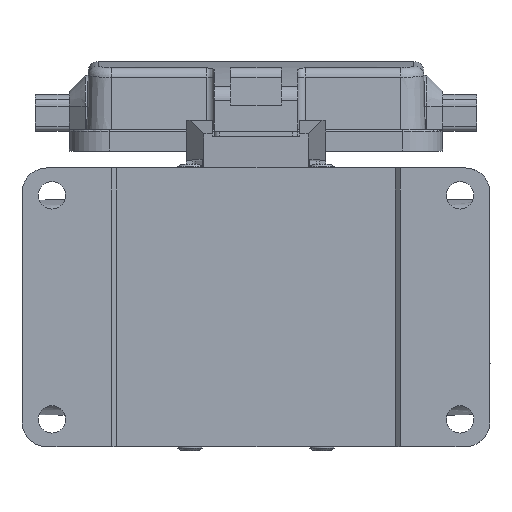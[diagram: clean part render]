
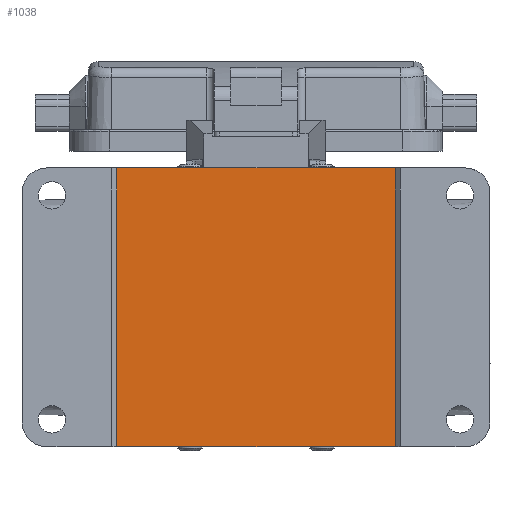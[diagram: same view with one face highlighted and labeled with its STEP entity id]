
A CAD part, front view. The second image highlights one B-rep face of the part: STEP entity #1038.
In plain terms, the highlighted planar face has unit normal (0, -1, 0).
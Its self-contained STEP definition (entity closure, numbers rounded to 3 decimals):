
#434=PLANE('',#9533);
#1038=ADVANCED_FACE('NONE',(#1596),#434,.F.);
#1596=FACE_OUTER_BOUND('',#2108,.T.);
#2108=EDGE_LOOP('',(#3810,#3811,#3812,#3813));
#3810=ORIENTED_EDGE('',*,*,#6920,.F.);
#3811=ORIENTED_EDGE('',*,*,#6921,.T.);
#3812=ORIENTED_EDGE('',*,*,#6922,.F.);
#3813=ORIENTED_EDGE('',*,*,#6923,.T.);
#5896=VERTEX_POINT('',#14232);
#5897=VERTEX_POINT('',#14233);
#5898=VERTEX_POINT('',#14235);
#5899=VERTEX_POINT('',#14237);
#6920=EDGE_CURVE('NONE',#5896,#5897,#8032,.T.);
#6921=EDGE_CURVE('NONE',#5896,#5898,#8033,.T.);
#6922=EDGE_CURVE('NONE',#5899,#5898,#8034,.T.);
#6923=EDGE_CURVE('NONE',#5899,#5897,#8035,.T.);
#8032=LINE('',#14231,#8766);
#8033=LINE('',#14234,#8767);
#8034=LINE('',#14236,#8768);
#8035=LINE('',#14238,#8769);
#8766=VECTOR('',#11067,1.);
#8767=VECTOR('',#11068,1.);
#8768=VECTOR('',#11069,1.);
#8769=VECTOR('',#11070,1.);
#9533=AXIS2_PLACEMENT_3D('',#14239,#11071,#11072);
#11067=DIRECTION('',(-1.,0.,0.));
#11068=DIRECTION('',(0.,0.,1.));
#11069=DIRECTION('',(1.,0.,0.));
#11070=DIRECTION('',(0.,0.,-1.));
#11071=DIRECTION('',(0.,1.,0.));
#11072=DIRECTION('',(0.,0.,1.));
#14231=CARTESIAN_POINT('',(47.,-76.,-28.));
#14232=CARTESIAN_POINT('',(28.,-76.,-28.));
#14233=CARTESIAN_POINT('',(-28.,-76.,-28.));
#14234=CARTESIAN_POINT('',(28.,-76.,33.6));
#14235=CARTESIAN_POINT('',(28.,-76.,28.));
#14236=CARTESIAN_POINT('',(-47.,-76.,28.));
#14237=CARTESIAN_POINT('',(-28.,-76.,28.));
#14238=CARTESIAN_POINT('',(-28.,-76.,33.6));
#14239=CARTESIAN_POINT('',(28.,-76.,33.6));
